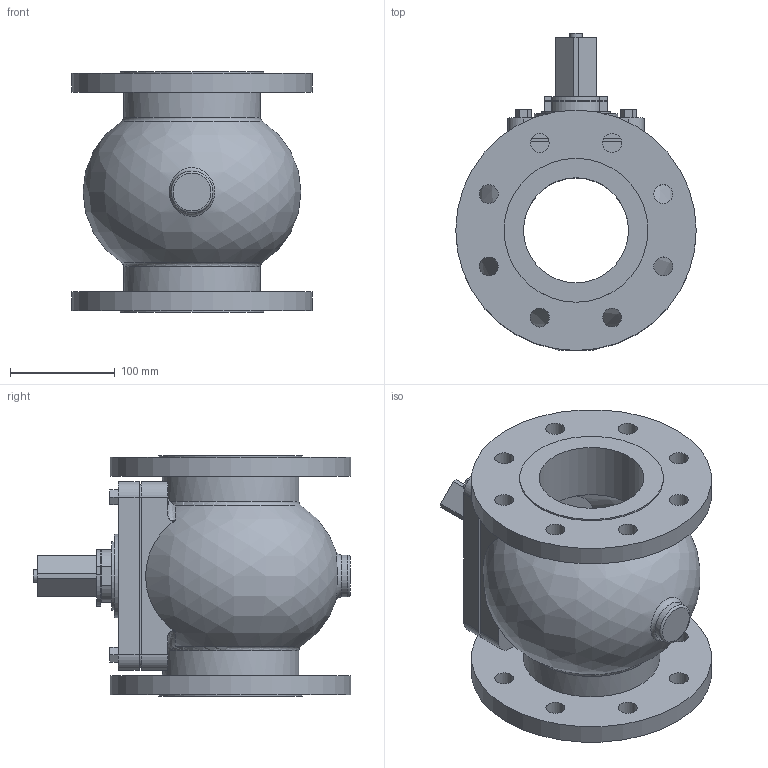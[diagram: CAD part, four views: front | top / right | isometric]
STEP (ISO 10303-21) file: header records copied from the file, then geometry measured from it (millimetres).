
FILE_DESCRIPTION(/* description */ ('ECCENTRIC PLUG VALVE VM4920 DN100'),/* implementation_level */ '2;1');
FILE_NAME(/* name */ 'ECCENTRIC PLUG VALVE VM4920 DN100.stp',/* time_stamp */ '2020-04-03T14:28:31+06:00',/* author */ ('rahul_marsute'),/* organization */ (''),/* preprocessor_version */ 'ST-DEVELOPER v18',/* originating_system */ 'Autodesk Inventor 2020',/* authorisation */ '');
FILE_SCHEMA (('AUTOMOTIVE_DESIGN { 1 0 10303 214 3 1 1 }'));
Length unit declared in the file: millimetre
Products named in the file (1): ECCENTRIC PLUG VALVE VM4920 DN100
Bounding box: 229 x 302.5 x 229 mm (x, y, z)
Volume: 3657044.7 mm3; surface area: 425439.5 mm2
Topology: 1 solids, 1 shells, 143 faces, 409 edges, 288 vertices
Faces by surface type: plane 86, cylinder 47, bspline 6, torus 4
Full cylindrical faces by diameter (mm): 12 x1, 18 x17, 25 x1, 40 x1, 65 x1, 80 x1, 100 x2, 130 x2, 137 x2, 229 x2
Entity records: 5443 total; most frequent: CARTESIAN_POINT 1479, ORIENTED_EDGE 818, DIRECTION 802, EDGE_CURVE 409, VERTEX_POINT 288, AXIS2_PLACEMENT_3D 287, LINE 228, VECTOR 228
